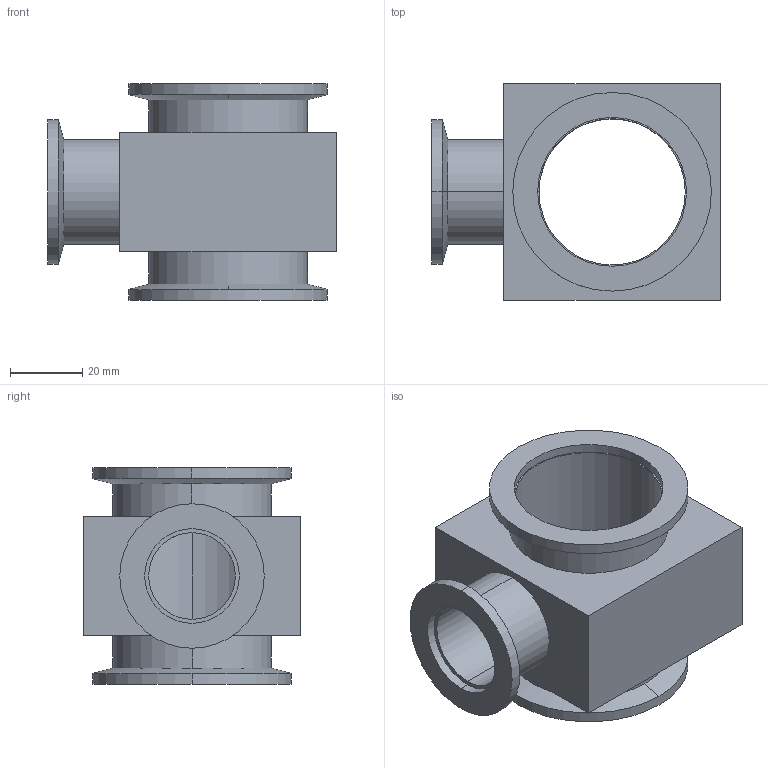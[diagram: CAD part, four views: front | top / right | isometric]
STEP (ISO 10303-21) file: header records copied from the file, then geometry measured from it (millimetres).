
FILE_DESCRIPTION (( 'STEP AP214' ), '1' );
FILE_NAME ('110RTR040-025-V.stp', '2014-02-06T10:10:01', ( '' ), ( '' ), 'SwSTEP 2.0', 'SolidWorks 2013', '' );
FILE_SCHEMA (( 'AUTOMOTIVE_DESIGN' ));
Length unit declared in the file: millimetre
Products named in the file (1): 110RTR040-025-V
Bounding box: 80 x 60 x 60 mm (x, y, z)
Volume: 89997.9 mm3; surface area: 31684 mm2
Topology: 1 solids, 1 shells, 40 faces, 93 edges, 60 vertices
Faces by surface type: cylinder 22, plane 12, cone 6
Entity records: 1741 total; most frequent: CARTESIAN_POINT 298, DIRECTION 223, ORIENTED_EDGE 186, EDGE_CURVE 93, AXIS2_PLACEMENT_3D 91, VERTEX_POINT 60, CIRCLE 50, EDGE_LOOP 49
